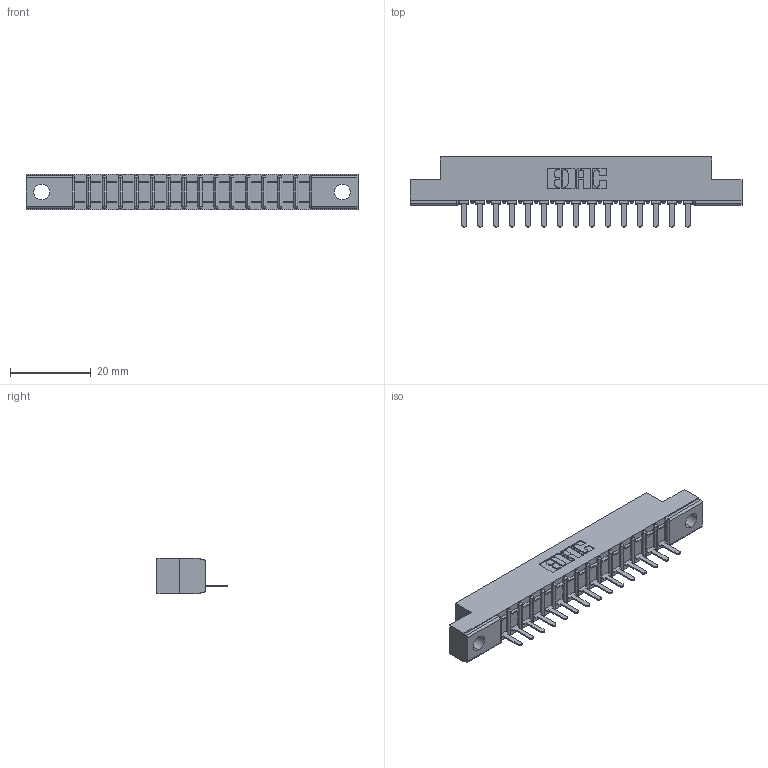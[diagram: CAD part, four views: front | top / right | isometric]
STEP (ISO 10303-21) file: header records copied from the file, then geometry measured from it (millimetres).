
FILE_DESCRIPTION (( 'STEP AP203' ), '1' );
FILE_NAME ('307-015-421-102.STEP', '2020-09-25T17:38:10', ( '' ), ( '' ), 'SwSTEP 2.0', 'SolidWorks 2020', '' );
FILE_SCHEMA (( 'CONFIG_CONTROL_DESIGN' ));
Length unit declared in the file: inch
Products named in the file (3): 307 Part_.128 Dia Mounting Holes; 307-015-421-102; 307-290-002_521
Assembly tree (16 placements, depth 2):
  307-015-421-102
    307 Part_.128 Dia Mounting Holes
    307-290-002_521  x15
Bounding box: 82.45 x 17.42 x 8.71 mm (x, y, z)
Volume: 5352.4 mm3; surface area: 9203.1 mm2
Topology: 16 solids, 16 shells, 1244 faces, 3803 edges, 2490 vertices
Faces by surface type: plane 745, cylinder 467, sphere 32
Entity records: 16908 total; most frequent: CARTESIAN_POINT 2848, ORIENTED_EDGE 2838, DIRECTION 2779, EDGE_CURVE 1419, LINE 1073, VECTOR 1073, VERTEX_POINT 922, AXIS2_PLACEMENT_3D 853
